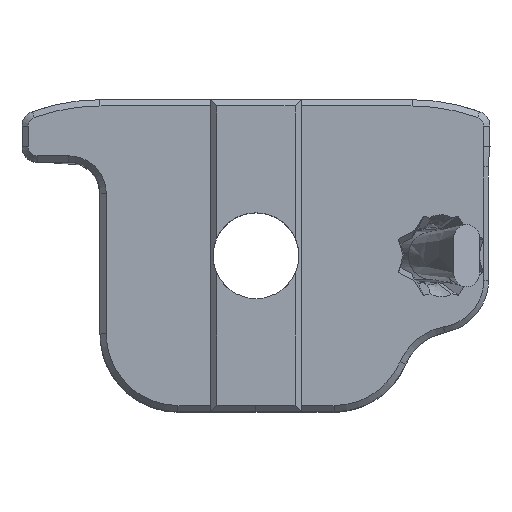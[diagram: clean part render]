
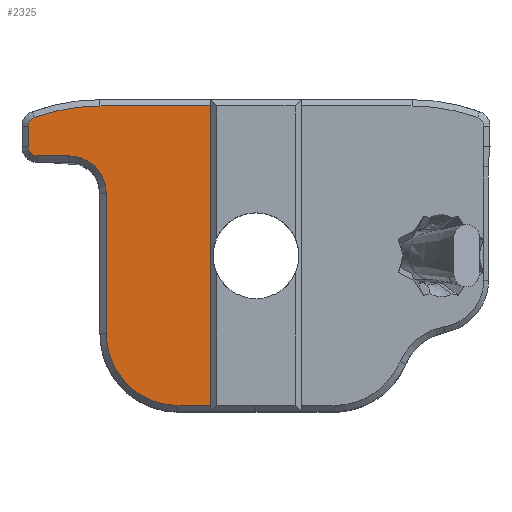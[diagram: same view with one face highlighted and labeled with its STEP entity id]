
A CAD part, top view. The second image highlights one B-rep face of the part: STEP entity #2325.
In plain terms, the highlighted planar face has unit normal (0, 0, 1).
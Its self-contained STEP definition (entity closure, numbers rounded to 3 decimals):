
#64=CIRCLE('',#2390,12.379);
#66=CIRCLE('',#2393,0.6);
#68=CIRCLE('',#2397,0.6);
#70=CIRCLE('',#2401,2.4);
#72=CIRCLE('',#2405,4.6);
#184=LINE('',#3448,#363);
#188=LINE('',#3465,#367);
#192=LINE('',#3477,#371);
#196=LINE('',#3489,#375);
#200=LINE('',#3501,#379);
#284=LINE('',#6084,#463);
#363=VECTOR('',#2624,10.);
#367=VECTOR('',#2642,10.);
#371=VECTOR('',#2654,10.);
#375=VECTOR('',#2666,10.);
#379=VECTOR('',#2678,10.);
#463=VECTOR('',#2888,10.);
#529=PLANE('',#2473);
#657=FACE_OUTER_BOUND('',#791,.T.);
#791=EDGE_LOOP('',(#2136,#2137,#2138,#2139,#2140,#2141,#2142,#2143,#2144,
#2145,#2146));
#994=VERTEX_POINT('',#3441);
#997=VERTEX_POINT('',#3446);
#999=VERTEX_POINT('',#3451);
#1001=VERTEX_POINT('',#3457);
#1003=VERTEX_POINT('',#3463);
#1005=VERTEX_POINT('',#3469);
#1007=VERTEX_POINT('',#3475);
#1009=VERTEX_POINT('',#3481);
#1011=VERTEX_POINT('',#3487);
#1013=VERTEX_POINT('',#3493);
#1015=VERTEX_POINT('',#3499);
#1244=EDGE_CURVE('',#997,#994,#184,.T.);
#1246=EDGE_CURVE('',#999,#997,#64,.T.);
#1249=EDGE_CURVE('',#1001,#999,#66,.T.);
#1252=EDGE_CURVE('',#1003,#1001,#188,.T.);
#1255=EDGE_CURVE('',#1005,#1003,#68,.T.);
#1258=EDGE_CURVE('',#1007,#1005,#192,.T.);
#1261=EDGE_CURVE('',#1009,#1007,#70,.T.);
#1264=EDGE_CURVE('',#1011,#1009,#196,.T.);
#1267=EDGE_CURVE('',#1013,#1011,#72,.T.);
#1270=EDGE_CURVE('',#1015,#1013,#200,.T.);
#1465=EDGE_CURVE('',#1015,#994,#284,.T.);
#2136=ORIENTED_EDGE('',*,*,#1270,.F.);
#2137=ORIENTED_EDGE('',*,*,#1465,.T.);
#2138=ORIENTED_EDGE('',*,*,#1244,.F.);
#2139=ORIENTED_EDGE('',*,*,#1246,.F.);
#2140=ORIENTED_EDGE('',*,*,#1249,.F.);
#2141=ORIENTED_EDGE('',*,*,#1252,.F.);
#2142=ORIENTED_EDGE('',*,*,#1255,.F.);
#2143=ORIENTED_EDGE('',*,*,#1258,.F.);
#2144=ORIENTED_EDGE('',*,*,#1261,.F.);
#2145=ORIENTED_EDGE('',*,*,#1264,.F.);
#2146=ORIENTED_EDGE('',*,*,#1267,.F.);
#2325=ADVANCED_FACE('',(#657),#529,.T.);
#2390=AXIS2_PLACEMENT_3D('',#3453,#2628,#2629);
#2393=AXIS2_PLACEMENT_3D('',#3459,#2635,#2636);
#2397=AXIS2_PLACEMENT_3D('',#3471,#2647,#2648);
#2401=AXIS2_PLACEMENT_3D('',#3483,#2659,#2660);
#2405=AXIS2_PLACEMENT_3D('',#3495,#2671,#2672);
#2473=AXIS2_PLACEMENT_3D('',#6088,#2894,#2895);
#2624=DIRECTION('',(1.,0.,0.));
#2628=DIRECTION('center_axis',(0.,0.,-1.));
#2629=DIRECTION('ref_axis',(0.,1.,0.));
#2635=DIRECTION('center_axis',(0.,0.,-1.));
#2636=DIRECTION('ref_axis',(-0.34,0.941,0.));
#2642=DIRECTION('',(0.,1.,0.));
#2647=DIRECTION('center_axis',(0.,0.,-1.));
#2648=DIRECTION('ref_axis',(-1.,0.,0.));
#2654=DIRECTION('',(-1.,0.,0.));
#2659=DIRECTION('center_axis',(0.,0.,1.));
#2660=DIRECTION('ref_axis',(1.,0.,0.));
#2666=DIRECTION('',(0.,1.,0.));
#2671=DIRECTION('center_axis',(0.,0.,-1.));
#2672=DIRECTION('ref_axis',(-1.,0.,0.));
#2678=DIRECTION('',(-1.,0.,0.));
#2888=DIRECTION('',(0.,1.,0.));
#2894=DIRECTION('center_axis',(0.,0.,1.));
#2895=DIRECTION('ref_axis',(1.,0.,0.));
#3441=CARTESIAN_POINT('',(-2.9,9.6,20.));
#3446=CARTESIAN_POINT('',(-10.,9.6,20.));
#3448=CARTESIAN_POINT('',(-3.75,9.6,20.));
#3451=CARTESIAN_POINT('',(-14.204,8.864,20.));
#3453=CARTESIAN_POINT('Origin',(-10.,-2.779,20.));
#3457=CARTESIAN_POINT('',(-14.6,8.3,20.));
#3459=CARTESIAN_POINT('Origin',(-14.,8.3,20.));
#3463=CARTESIAN_POINT('',(-14.6,7.,20.));
#3465=CARTESIAN_POINT('',(-14.6,4.15,20.));
#3469=CARTESIAN_POINT('',(-14.,6.4,20.));
#3471=CARTESIAN_POINT('Origin',(-14.,7.,20.));
#3475=CARTESIAN_POINT('',(-12.,6.4,20.));
#3477=CARTESIAN_POINT('',(-10.75,6.4,20.));
#3481=CARTESIAN_POINT('',(-9.6,4.,20.));
#3483=CARTESIAN_POINT('Origin',(-12.,4.,20.));
#3487=CARTESIAN_POINT('',(-9.6,-5.,20.));
#3489=CARTESIAN_POINT('',(-9.6,2.,20.));
#3493=CARTESIAN_POINT('',(-5.,-9.6,20.));
#3495=CARTESIAN_POINT('Origin',(-5.,-5.,20.));
#3499=CARTESIAN_POINT('',(-2.9,-9.6,20.));
#3501=CARTESIAN_POINT('',(-6.25,-9.6,20.));
#6084=CARTESIAN_POINT('',(-2.9,5.,20.));
#6088=CARTESIAN_POINT('Origin',(-7.5,0.,20.));
